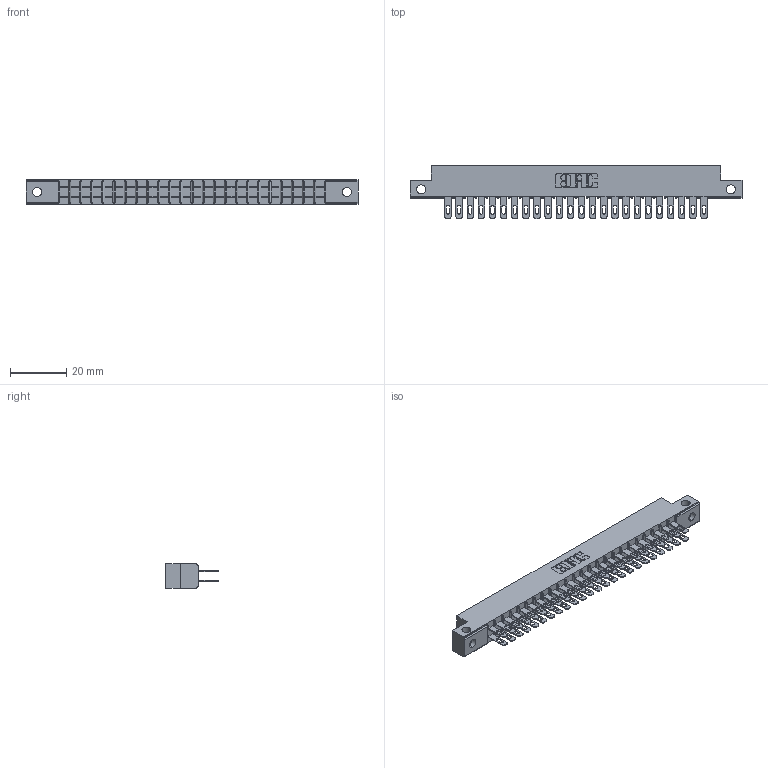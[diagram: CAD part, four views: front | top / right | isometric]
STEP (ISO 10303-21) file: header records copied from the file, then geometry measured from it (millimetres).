
FILE_DESCRIPTION (( 'STEP AP203' ), '1' );
FILE_NAME ('355-048-500-212.STEP', '2020-09-20T07:27:11', ( '' ), ( '' ), 'SwSTEP 2.0', 'SolidWorks 2020', '' );
FILE_SCHEMA (( 'CONFIG_CONTROL_DESIGN' ));
Length unit declared in the file: inch
Products named in the file (3): 355-048-500-212; 305-290-001_500; 305 Part_.128 Dia
Assembly tree (49 placements, depth 2):
  355-048-500-212
    305 Part_.128 Dia
    305-290-001_500  x48
Bounding box: 118.11 x 18.85 x 8.71 mm (x, y, z)
Volume: 7413.1 mm3; surface area: 14969 mm2
Topology: 49 solids, 49 shells, 2528 faces, 7240 edges, 4692 vertices
Faces by surface type: plane 1412, cylinder 1020, sphere 96
Entity records: 28605 total; most frequent: CARTESIAN_POINT 4782, ORIENTED_EDGE 4700, DIRECTION 4582, EDGE_CURVE 2350, LINE 1862, VECTOR 1862, VERTEX_POINT 1496, AXIS2_PLACEMENT_3D 1360
